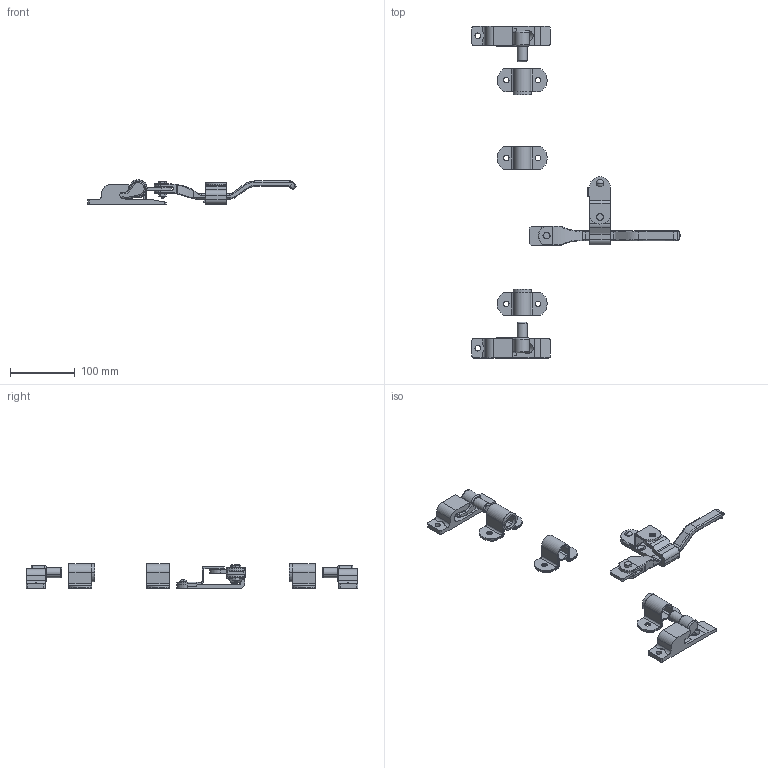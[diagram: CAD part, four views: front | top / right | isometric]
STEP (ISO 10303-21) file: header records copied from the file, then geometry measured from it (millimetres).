
FILE_DESCRIPTION (( 'STEP AP203' ), '1' );
FILE_NAME ('FA-1810-3B.STEP', '2021-04-14T06:28:05', ( '' ), ( '' ), 'SwSTEP 2.0', 'SolidWorks 2018', '' );
FILE_SCHEMA (( 'CONFIG_CONTROL_DESIGN' ));
Length unit declared in the file: millimetre
Products named in the file (18): FA-1810-3B_hex head bolt_ver1.06__M6x22六角ボルト(SUS); FA-1810-3B_handle receiver Assy_; FA-1810-3B_ring_; FA-1810-3B_pipe stay_; FA-1810-3B_hook__R; FA-1810-3B_pipe guide base_; FA-1810-3B_base_; FA-1810-3B; FA-1810-3B_hook__L; FA-1810-3B_latch_; FA-1810-3B_rivet_; FA-1810-3B_handle_; FA-1810-3B_pipe guide Assy_; FA-1810-3B_pipe guide_; FA-1810-3B_handle Assy_; FA-1810-3B_u-nut_; FA-1810-3B_keeper R_; FA-1810-3B_keeper L_
Assembly tree (20 placements, depth 3):
  FA-1810-3B
    FA-1810-3B_handle Assy_
      FA-1810-3B_handle_
      FA-1810-3B_pipe stay_
      FA-1810-3B_hex head bolt_ver1.06__M6x22六角ボルト(SUS)
      FA-1810-3B_u-nut_
    FA-1810-3B_handle receiver Assy_
      FA-1810-3B_base_
      FA-1810-3B_latch_
      FA-1810-3B_rivet_
    FA-1810-3B_pipe guide Assy_  x3
      FA-1810-3B_pipe guide base_
      FA-1810-3B_pipe guide_
    FA-1810-3B_ring_  x2
    FA-1810-3B_keeper L_
    FA-1810-3B_keeper R_
    FA-1810-3B_hook__L
    FA-1810-3B_hook__R
Bounding box: 321.11 x 512 x 38 mm (x, y, z)
Volume: 249437.8 mm3; surface area: 125293 mm2
Topology: 19 solids, 19 shells, 528 faces, 1328 edges, 843 vertices
Faces by surface type: cylinder 237, plane 176, torus 45, bspline 44, cone 24, sphere 2
Entity records: 17755 total; most frequent: CARTESIAN_POINT 5732, DIRECTION 2130, ORIENTED_EDGE 2104, EDGE_CURVE 1052, AXIS2_PLACEMENT_3D 831, VERTEX_POINT 659, EDGE_LOOP 469, LINE 468
